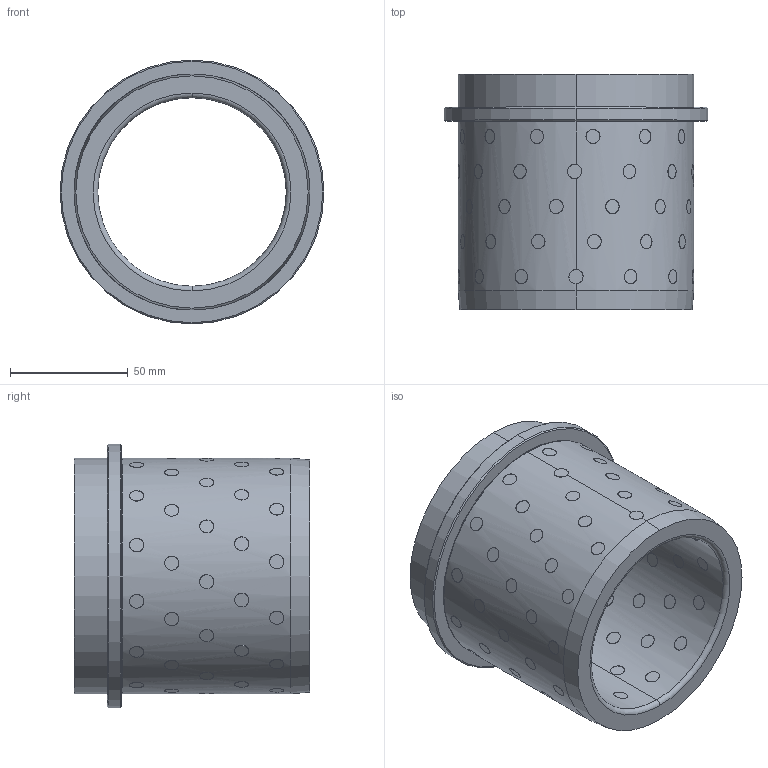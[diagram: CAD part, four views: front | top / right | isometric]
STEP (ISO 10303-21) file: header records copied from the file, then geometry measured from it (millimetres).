
FILE_DESCRIPTION (( 'STEP AP214' ), '1' );
FILE_NAME ('JNM-80.STEP', '2021-10-20T08:58:58', ( '' ), ( '' ), 'SwSTEP 2.0', 'SolidWorks 2016', '' );
FILE_SCHEMA (( 'AUTOMOTIVE_DESIGN' ));
Length unit declared in the file: millimetre
Products named in the file (70): JNM-D80-L100; ʯī-L10; JNM-80
Assembly tree (67 placements, depth 2):
  ʯī-L10
  ʯī-L10
  ʯī-L10
  ʯī-L10
  JNM-80
    JNM-D80-L100
    ʯī-L10  x65
Bounding box: 112 x 100 x 112 mm (x, y, z)
Volume: 289922 mm3; surface area: 89521.7 mm2
Topology: 66 solids, 66 shells, 418 faces, 852 edges, 564 vertices
Faces by surface type: cylinder 270, plane 134, cone 8, torus 6
Entity records: 14863 total; most frequent: CARTESIAN_POINT 9337, ORIENTED_EDGE 934, DIRECTION 709, EDGE_CURVE 467, VERTEX_POINT 306, EDGE_LOOP 291, AXIS2_PLACEMENT_3D 277, B_SPLINE_CURVE_WITH_KNOTS 271
